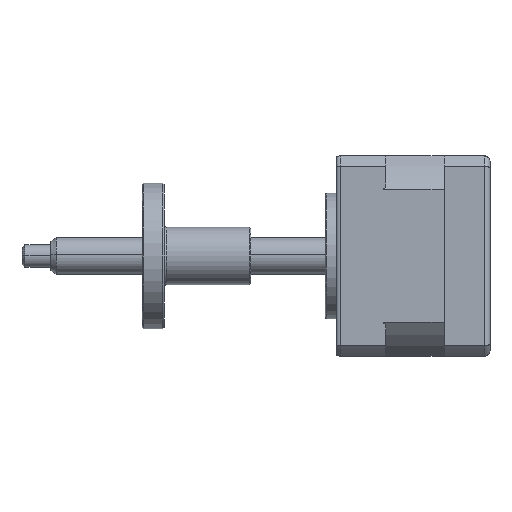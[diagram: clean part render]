
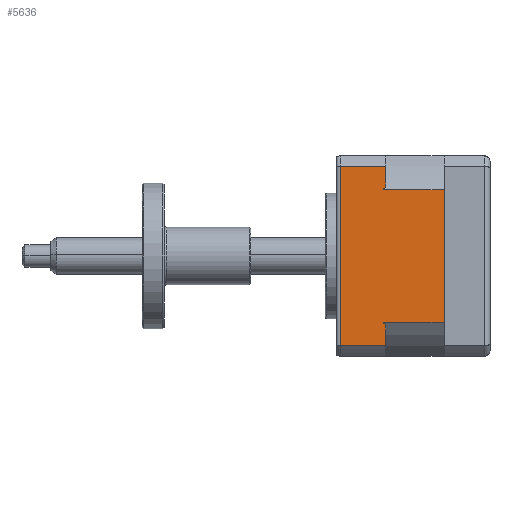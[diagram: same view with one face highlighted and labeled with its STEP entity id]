
A CAD part, left-side view. The second image highlights one B-rep face of the part: STEP entity #5636.
In plain terms, the highlighted planar face has unit normal (-1, 0, 0).
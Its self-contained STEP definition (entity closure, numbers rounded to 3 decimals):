
#71 = CARTESIAN_POINT ( 'NONE',  ( -68.725, 12.029, 7.392 ) ) ;
#179 = VECTOR ( 'NONE', #7482, 1000. ) ;
#276 = CARTESIAN_POINT ( 'NONE',  ( -68.725, 22.679, 30.608 ) ) ;
#414 = VECTOR ( 'NONE', #7596, 1000. ) ;
#424 = VECTOR ( 'NONE', #5784, 1000. ) ;
#584 = CARTESIAN_POINT ( 'NONE',  ( -68.725, 22.546, 7.253 ) ) ;
#1019 = VERTEX_POINT ( 'NONE', #7043 ) ;
#1250 = LINE ( 'NONE', #6566, #424 ) ;
#1523 = CARTESIAN_POINT ( 'NONE',  ( -68.725, 22.279, 31.021 ) ) ;
#1613 = LINE ( 'NONE', #8377, #179 ) ;
#1936 = EDGE_CURVE ( 'NONE', #4645, #4565, #1613, .T. ) ;
#2227 = ORIENTED_EDGE ( 'NONE', *, *, #8258, .T. ) ;
#2505 = ORIENTED_EDGE ( 'NONE', *, *, #8093, .T. ) ;
#2662 = EDGE_CURVE ( 'NONE', #1019, #4938, #3570, .T. ) ;
#3194 = EDGE_CURVE ( 'NONE', #8501, #6523, #1250, .T. ) ;
#3233 = AXIS2_PLACEMENT_3D ( 'NONE', #7707, #9373, #4667 ) ;
#3537 = CARTESIAN_POINT ( 'NONE',  ( -68.725, 22.413, 7.116 ) ) ;
#3570 = LINE ( 'NONE', #5693, #7061 ) ;
#3886 = EDGE_CURVE ( 'NONE', #8869, #5819, #8095, .T. ) ;
#4139 = ORIENTED_EDGE ( 'NONE', *, *, #1936, .T. ) ;
#4402 = CARTESIAN_POINT ( 'NONE',  ( -68.725, 30.179, 3.316 ) ) ;
#4495 = ORIENTED_EDGE ( 'NONE', *, *, #3194, .F. ) ;
#4565 = VERTEX_POINT ( 'NONE', #276 ) ;
#4645 = VERTEX_POINT ( 'NONE', #6422 ) ;
#4667 = DIRECTION ( 'NONE',  ( 0., 0., 1. ) ) ;
#4865 = DIRECTION ( 'NONE',  ( 0., 0., -1. ) ) ;
#4938 = VERTEX_POINT ( 'NONE', #8980 ) ;
#5273 = CARTESIAN_POINT ( 'NONE',  ( -68.725, 12.029, 7.392 ) ) ;
#5327 = CARTESIAN_POINT ( 'NONE',  ( -68.725, 22.546, 30.747 ) ) ;
#5527 = ORIENTED_EDGE ( 'NONE', *, *, #8451, .T. ) ;
#5555 = EDGE_CURVE ( 'NONE', #5572, #6523, #9618, .T. ) ;
#5572 = VERTEX_POINT ( 'NONE', #8394 ) ;
#5636 = ADVANCED_FACE ( 'NONE', ( #9744 ), #6940, .F. ) ;
#5693 = CARTESIAN_POINT ( 'NONE',  ( -68.725, 22.279, 34.684 ) ) ;
#5784 = DIRECTION ( 'NONE',  ( 0., 1., 0. ) ) ;
#5819 = VERTEX_POINT ( 'NONE', #7982 ) ;
#5853 = LINE ( 'NONE', #6380, #5970 ) ;
#5881 = CARTESIAN_POINT ( 'NONE',  ( -68.725, 22.679, 7.392 ) ) ;
#5970 = VECTOR ( 'NONE', #4865, 1000. ) ;
#5998 = VECTOR ( 'NONE', #6338, 1000. ) ;
#6026 = DIRECTION ( 'NONE',  ( 0., 1., 0. ) ) ;
#6075 = CARTESIAN_POINT ( 'NONE',  ( -68.725, 22.413, 30.884 ) ) ;
#6177 = VERTEX_POINT ( 'NONE', #6996 ) ;
#6300 = EDGE_LOOP ( 'NONE', ( #4139, #2227, #9252, #5527, #8586, #4495, #9684, #2505, #7644, #7555 ) ) ;
#6338 = DIRECTION ( 'NONE',  ( 0., 1., 0. ) ) ;
#6380 = CARTESIAN_POINT ( 'NONE',  ( -68.725, 22.279, 34.684 ) ) ;
#6393 = CARTESIAN_POINT ( 'NONE',  ( -68.725, 22.279, 3.316 ) ) ;
#6422 = CARTESIAN_POINT ( 'NONE',  ( -68.725, 12.029, 30.608 ) ) ;
#6523 = VERTEX_POINT ( 'NONE', #4402 ) ;
#6566 = CARTESIAN_POINT ( 'NONE',  ( -68.725, 22.279, 3.316 ) ) ;
#6940 = PLANE ( 'NONE',  #3233 ) ;
#6996 = CARTESIAN_POINT ( 'NONE',  ( -68.725, 22.279, 6.979 ) ) ;
#7043 = CARTESIAN_POINT ( 'NONE',  ( -68.725, 22.279, 34.684 ) ) ;
#7061 = VECTOR ( 'NONE', #7243, 1000. ) ;
#7086 = CARTESIAN_POINT ( 'NONE',  ( -68.725, 22.279, 34.684 ) ) ;
#7243 = DIRECTION ( 'NONE',  ( 0., 0., -1. ) ) ;
#7482 = DIRECTION ( 'NONE',  ( 0., 1., 0. ) ) ;
#7555 = ORIENTED_EDGE ( 'NONE', *, *, #8822, .F. ) ;
#7574 = B_SPLINE_CURVE_WITH_KNOTS ( 'NONE', 3,
 ( #7579, #5327, #6075, #1523 ),
 .UNSPECIFIED., .F., .F.,
 ( 4, 4 ),
 ( 0.051, 0.052 ),
 .UNSPECIFIED. ) ;
#7579 = CARTESIAN_POINT ( 'NONE',  ( -68.725, 22.679, 30.608 ) ) ;
#7596 = DIRECTION ( 'NONE',  ( 0., 0., -1. ) ) ;
#7644 = ORIENTED_EDGE ( 'NONE', *, *, #3886, .F. ) ;
#7707 = CARTESIAN_POINT ( 'NONE',  ( -68.725, 12.029, 7.392 ) ) ;
#7930 = EDGE_CURVE ( 'NONE', #6177, #8501, #5853, .T. ) ;
#7982 = CARTESIAN_POINT ( 'NONE',  ( -68.725, 22.679, 7.392 ) ) ;
#8087 = VECTOR ( 'NONE', #6026, 1000. ) ;
#8093 = EDGE_CURVE ( 'NONE', #6177, #5819, #8619, .T. ) ;
#8095 = LINE ( 'NONE', #5273, #8087 ) ;
#8202 = VECTOR ( 'NONE', #10001, 1000. ) ;
#8258 = EDGE_CURVE ( 'NONE', #4565, #4938, #7574, .T. ) ;
#8283 = LINE ( 'NONE', #7086, #5998 ) ;
#8359 = CARTESIAN_POINT ( 'NONE',  ( -68.725, 12.029, 7.392 ) ) ;
#8377 = CARTESIAN_POINT ( 'NONE',  ( -68.725, 12.029, 30.608 ) ) ;
#8394 = CARTESIAN_POINT ( 'NONE',  ( -68.725, 30.179, 34.684 ) ) ;
#8451 = EDGE_CURVE ( 'NONE', #1019, #5572, #8283, .T. ) ;
#8501 = VERTEX_POINT ( 'NONE', #6393 ) ;
#8586 = ORIENTED_EDGE ( 'NONE', *, *, #5555, .T. ) ;
#8619 = B_SPLINE_CURVE_WITH_KNOTS ( 'NONE', 3,
 ( #9011, #3537, #584, #5881 ),
 .UNSPECIFIED., .F., .F.,
 ( 4, 4 ),
 ( 0.024, 0.025 ),
 .UNSPECIFIED. ) ;
#8822 = EDGE_CURVE ( 'NONE', #4645, #8869, #9215, .T. ) ;
#8869 = VERTEX_POINT ( 'NONE', #71 ) ;
#8980 = CARTESIAN_POINT ( 'NONE',  ( -68.725, 22.279, 31.021 ) ) ;
#9011 = CARTESIAN_POINT ( 'NONE',  ( -68.725, 22.279, 6.979 ) ) ;
#9182 = CARTESIAN_POINT ( 'NONE',  ( -68.725, 30.179, 3.316 ) ) ;
#9215 = LINE ( 'NONE', #8359, #414 ) ;
#9252 = ORIENTED_EDGE ( 'NONE', *, *, #2662, .F. ) ;
#9373 = DIRECTION ( 'NONE',  ( 1., 0., 0. ) ) ;
#9618 = LINE ( 'NONE', #9182, #8202 ) ;
#9684 = ORIENTED_EDGE ( 'NONE', *, *, #7930, .F. ) ;
#9744 = FACE_OUTER_BOUND ( 'NONE', #6300, .T. ) ;
#10001 = DIRECTION ( 'NONE',  ( 0., 0., -1. ) ) ;
